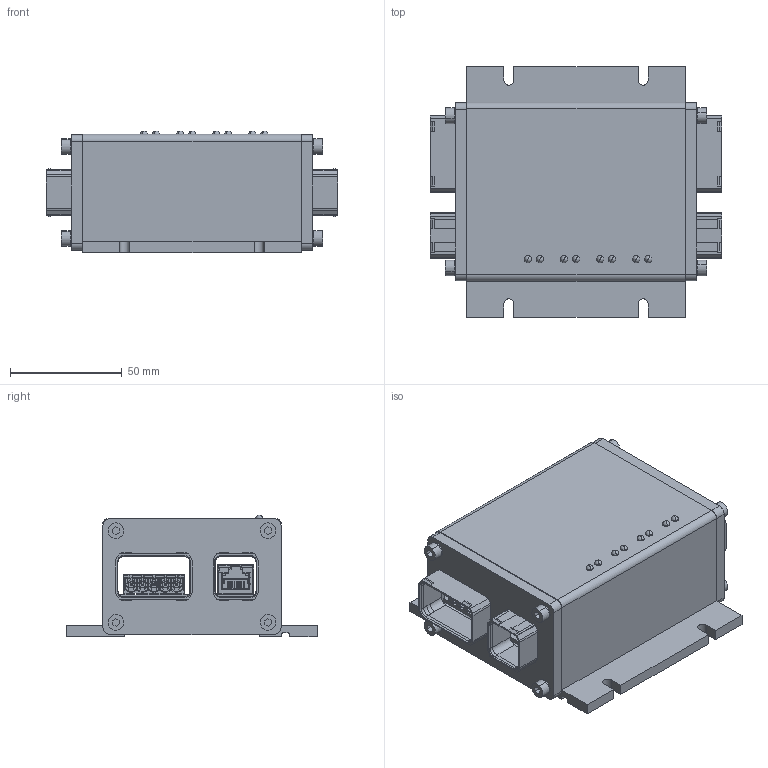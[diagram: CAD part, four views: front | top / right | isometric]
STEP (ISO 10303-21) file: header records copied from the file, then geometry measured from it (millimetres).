
FILE_DESCRIPTION(('CATIA V5 STEP Exchange','CAx-IF Rec.Pracs.--- Model Styling and Organization---1.4--- 2014-01-23'),'2;1');
FILE_NAME ('156842-2_1', '2019-09-16T07:25:29+00:00', ('none'), ('Weidmueller'), 'CATIA Version 5-6 Release 2016 SP3 HF44', 'CATIA V5 STEP AP214', 'none');
FILE_SCHEMA(('AUTOMOTIVE_DESIGN { 1 0 10303 214 1 1 1 1 }'));
Products named in the file (1): 2581810000
Bounding box: 130.4 x 112 x 54.5 mm (x, y, z)
Volume: 198210.9 mm3; surface area: 114211.2 mm2
Topology: 32 solids, 32 shells, 3193 faces, 8865 edges, 5709 vertices
Faces by surface type: plane 1889, cylinder 1016, bspline 100, cone 86, sphere 42, torus 40, extrusion 20
Entity records: 106535 total; most frequent: CARTESIAN_POINT 28753, ORIENTED_EDGE 17618, DIRECTION 13245, EDGE_CURVE 8809, VECTOR 6046, LINE 6026, VERTEX_POINT 5709, AXIS2_PLACEMENT_3D 4346
